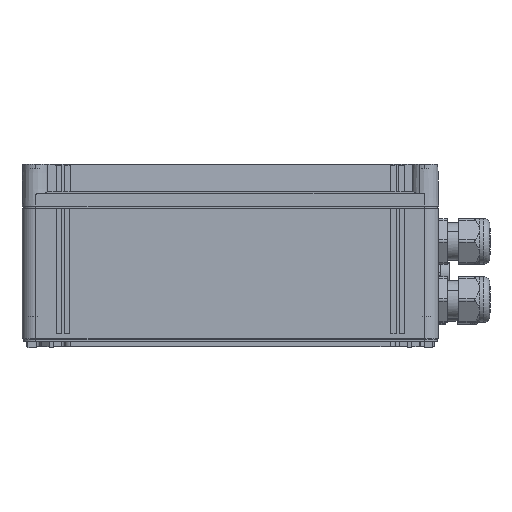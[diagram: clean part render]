
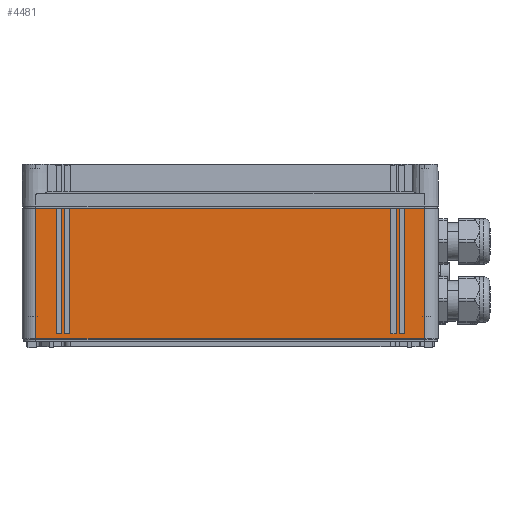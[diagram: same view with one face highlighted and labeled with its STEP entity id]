
A CAD part, left-side view. The second image highlights one B-rep face of the part: STEP entity #4481.
In plain terms, the highlighted planar face has unit normal (-1, 0, 0).
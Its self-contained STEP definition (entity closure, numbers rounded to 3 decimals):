
#4326=AXIS2_PLACEMENT_3D('Plane Axis2P3D',#4323,#4324,#4325) ;
#3464=CARTESIAN_POINT('Vertex',(0.,47.,100.067)) ;
#3467=CARTESIAN_POINT('Line Origine',(0.,47.,100.067)) ;
#3471=CARTESIAN_POINT('Vertex',(0.,47.,6.433)) ;
#4323=CARTESIAN_POINT('Axis2P3D Location',(0.,47.,100.067)) ;
#4328=CARTESIAN_POINT('Line Origine',(0.,63.5,10.)) ;
#4332=CARTESIAN_POINT('Vertex',(0.,61.5,10.)) ;
#4334=CARTESIAN_POINT('Vertex',(0.,65.5,10.)) ;
#4337=CARTESIAN_POINT('Line Origine',(0.,65.5,55.033)) ;
#4341=CARTESIAN_POINT('Vertex',(0.,65.5,100.067)) ;
#4344=CARTESIAN_POINT('Line Origine',(0.,66.5,100.067)) ;
#4348=CARTESIAN_POINT('Vertex',(0.,67.5,100.067)) ;
#4351=CARTESIAN_POINT('Line Origine',(0.,67.5,55.033)) ;
#4355=CARTESIAN_POINT('Vertex',(0.,67.5,10.)) ;
#4358=CARTESIAN_POINT('Line Origine',(0.,69.5,10.)) ;
#4362=CARTESIAN_POINT('Vertex',(0.,71.5,10.)) ;
#4365=CARTESIAN_POINT('Line Origine',(0.,71.5,55.033)) ;
#4369=CARTESIAN_POINT('Vertex',(0.,71.5,100.067)) ;
#4372=CARTESIAN_POINT('Line Origine',(0.,187.,100.067)) ;
#4376=CARTESIAN_POINT('Vertex',(0.,302.5,100.067)) ;
#4379=CARTESIAN_POINT('Line Origine',(0.,302.5,55.033)) ;
#4383=CARTESIAN_POINT('Vertex',(0.,302.5,10.)) ;
#4386=CARTESIAN_POINT('Line Origine',(0.,304.5,10.)) ;
#4390=CARTESIAN_POINT('Vertex',(0.,306.5,10.)) ;
#4393=CARTESIAN_POINT('Line Origine',(0.,306.5,55.033)) ;
#4397=CARTESIAN_POINT('Vertex',(0.,306.5,100.067)) ;
#4400=CARTESIAN_POINT('Line Origine',(0.,307.5,100.067)) ;
#4404=CARTESIAN_POINT('Vertex',(0.,308.5,100.067)) ;
#4407=CARTESIAN_POINT('Line Origine',(0.,308.5,55.033)) ;
#4411=CARTESIAN_POINT('Vertex',(0.,308.5,10.)) ;
#4414=CARTESIAN_POINT('Line Origine',(0.,310.5,10.)) ;
#4418=CARTESIAN_POINT('Vertex',(0.,312.5,10.)) ;
#4421=CARTESIAN_POINT('Line Origine',(0.,312.5,55.033)) ;
#4425=CARTESIAN_POINT('Vertex',(0.,312.5,100.067)) ;
#4428=CARTESIAN_POINT('Line Origine',(0.,319.75,100.067)) ;
#4432=CARTESIAN_POINT('Vertex',(0.,327.,100.067)) ;
#4435=CARTESIAN_POINT('Line Origine',(0.,327.,53.25)) ;
#4439=CARTESIAN_POINT('Vertex',(0.,327.,6.433)) ;
#4442=CARTESIAN_POINT('Line Origine',(0.,187.,6.433)) ;
#4447=CARTESIAN_POINT('Line Origine',(0.,54.25,100.067)) ;
#4451=CARTESIAN_POINT('Vertex',(0.,61.5,100.067)) ;
#4454=CARTESIAN_POINT('Line Origine',(0.,61.5,55.033)) ;
#3468=DIRECTION('Vector Direction',(0.,0.,-1.)) ;
#4324=DIRECTION('Axis2P3D Direction',(-1.,0.,0.)) ;
#4325=DIRECTION('Axis2P3D XDirection',(0.,1.,0.)) ;
#4329=DIRECTION('Vector Direction',(0.,1.,0.)) ;
#4338=DIRECTION('Vector Direction',(0.,0.,1.)) ;
#4345=DIRECTION('Vector Direction',(0.,1.,0.)) ;
#4352=DIRECTION('Vector Direction',(0.,0.,-1.)) ;
#4359=DIRECTION('Vector Direction',(0.,1.,0.)) ;
#4366=DIRECTION('Vector Direction',(0.,0.,1.)) ;
#4373=DIRECTION('Vector Direction',(0.,1.,0.)) ;
#4380=DIRECTION('Vector Direction',(0.,0.,-1.)) ;
#4387=DIRECTION('Vector Direction',(0.,1.,0.)) ;
#4394=DIRECTION('Vector Direction',(0.,0.,1.)) ;
#4401=DIRECTION('Vector Direction',(0.,1.,0.)) ;
#4408=DIRECTION('Vector Direction',(0.,0.,-1.)) ;
#4415=DIRECTION('Vector Direction',(0.,1.,0.)) ;
#4422=DIRECTION('Vector Direction',(0.,0.,1.)) ;
#4429=DIRECTION('Vector Direction',(0.,1.,0.)) ;
#4436=DIRECTION('Vector Direction',(0.,0.,-1.)) ;
#4443=DIRECTION('Vector Direction',(0.,1.,0.)) ;
#4448=DIRECTION('Vector Direction',(0.,1.,0.)) ;
#4455=DIRECTION('Vector Direction',(0.,0.,-1.)) ;
#3469=VECTOR('Line Direction',#3468,1.) ;
#4330=VECTOR('Line Direction',#4329,1.) ;
#4339=VECTOR('Line Direction',#4338,1.) ;
#4346=VECTOR('Line Direction',#4345,1.) ;
#4353=VECTOR('Line Direction',#4352,1.) ;
#4360=VECTOR('Line Direction',#4359,1.) ;
#4367=VECTOR('Line Direction',#4366,1.) ;
#4374=VECTOR('Line Direction',#4373,1.) ;
#4381=VECTOR('Line Direction',#4380,1.) ;
#4388=VECTOR('Line Direction',#4387,1.) ;
#4395=VECTOR('Line Direction',#4394,1.) ;
#4402=VECTOR('Line Direction',#4401,1.) ;
#4409=VECTOR('Line Direction',#4408,1.) ;
#4416=VECTOR('Line Direction',#4415,1.) ;
#4423=VECTOR('Line Direction',#4422,1.) ;
#4430=VECTOR('Line Direction',#4429,1.) ;
#4437=VECTOR('Line Direction',#4436,1.) ;
#4444=VECTOR('Line Direction',#4443,1.) ;
#4449=VECTOR('Line Direction',#4448,1.) ;
#4456=VECTOR('Line Direction',#4455,1.) ;
#4460=ORIENTED_EDGE('',*,*,#4336,.T.) ;
#4461=ORIENTED_EDGE('',*,*,#4343,.T.) ;
#4462=ORIENTED_EDGE('',*,*,#4350,.T.) ;
#4463=ORIENTED_EDGE('',*,*,#4357,.T.) ;
#4464=ORIENTED_EDGE('',*,*,#4364,.T.) ;
#4465=ORIENTED_EDGE('',*,*,#4371,.T.) ;
#4466=ORIENTED_EDGE('',*,*,#4378,.T.) ;
#4467=ORIENTED_EDGE('',*,*,#4385,.T.) ;
#4468=ORIENTED_EDGE('',*,*,#4392,.T.) ;
#4469=ORIENTED_EDGE('',*,*,#4399,.T.) ;
#4470=ORIENTED_EDGE('',*,*,#4406,.T.) ;
#4471=ORIENTED_EDGE('',*,*,#4413,.T.) ;
#4472=ORIENTED_EDGE('',*,*,#4420,.T.) ;
#4473=ORIENTED_EDGE('',*,*,#4427,.T.) ;
#4474=ORIENTED_EDGE('',*,*,#4434,.T.) ;
#4475=ORIENTED_EDGE('',*,*,#4441,.T.) ;
#4476=ORIENTED_EDGE('',*,*,#4446,.F.) ;
#4477=ORIENTED_EDGE('',*,*,#3473,.F.) ;
#4478=ORIENTED_EDGE('',*,*,#4453,.T.) ;
#4479=ORIENTED_EDGE('',*,*,#4458,.T.) ;
#4481=ADVANCED_FACE('GH_FPC_30-60-13',(#4480),#4327,.T.) ;
#3473=EDGE_CURVE('',#3465,#3472,#3470,.T.) ;
#4336=EDGE_CURVE('',#4333,#4335,#4331,.T.) ;
#4343=EDGE_CURVE('',#4335,#4342,#4340,.T.) ;
#4350=EDGE_CURVE('',#4342,#4349,#4347,.T.) ;
#4357=EDGE_CURVE('',#4349,#4356,#4354,.T.) ;
#4364=EDGE_CURVE('',#4356,#4363,#4361,.T.) ;
#4371=EDGE_CURVE('',#4363,#4370,#4368,.T.) ;
#4378=EDGE_CURVE('',#4370,#4377,#4375,.T.) ;
#4385=EDGE_CURVE('',#4377,#4384,#4382,.T.) ;
#4392=EDGE_CURVE('',#4384,#4391,#4389,.T.) ;
#4399=EDGE_CURVE('',#4391,#4398,#4396,.T.) ;
#4406=EDGE_CURVE('',#4398,#4405,#4403,.T.) ;
#4413=EDGE_CURVE('',#4405,#4412,#4410,.T.) ;
#4420=EDGE_CURVE('',#4412,#4419,#4417,.T.) ;
#4427=EDGE_CURVE('',#4419,#4426,#4424,.T.) ;
#4434=EDGE_CURVE('',#4426,#4433,#4431,.T.) ;
#4441=EDGE_CURVE('',#4433,#4440,#4438,.T.) ;
#4446=EDGE_CURVE('',#3472,#4440,#4445,.T.) ;
#4453=EDGE_CURVE('',#3465,#4452,#4450,.T.) ;
#4458=EDGE_CURVE('',#4452,#4333,#4457,.T.) ;
#4459=EDGE_LOOP('',(#4460,#4461,#4462,#4463,#4464,#4465,#4466,#4467,#4468,#4469,#4470,#4471,#4472,#4473,#4474,#4475,#4476,#4477,#4478,#4479)) ;
#4480=FACE_OUTER_BOUND('',#4459,.T.) ;
#3470=LINE('Line',#3467,#3469) ;
#4331=LINE('Line',#4328,#4330) ;
#4340=LINE('Line',#4337,#4339) ;
#4347=LINE('Line',#4344,#4346) ;
#4354=LINE('Line',#4351,#4353) ;
#4361=LINE('Line',#4358,#4360) ;
#4368=LINE('Line',#4365,#4367) ;
#4375=LINE('Line',#4372,#4374) ;
#4382=LINE('Line',#4379,#4381) ;
#4389=LINE('Line',#4386,#4388) ;
#4396=LINE('Line',#4393,#4395) ;
#4403=LINE('Line',#4400,#4402) ;
#4410=LINE('Line',#4407,#4409) ;
#4417=LINE('Line',#4414,#4416) ;
#4424=LINE('Line',#4421,#4423) ;
#4431=LINE('Line',#4428,#4430) ;
#4438=LINE('Line',#4435,#4437) ;
#4445=LINE('Line',#4442,#4444) ;
#4450=LINE('Line',#4447,#4449) ;
#4457=LINE('Line',#4454,#4456) ;
#4327=PLANE('',#4326) ;
#3465=VERTEX_POINT('',#3464) ;
#3472=VERTEX_POINT('',#3471) ;
#4333=VERTEX_POINT('',#4332) ;
#4335=VERTEX_POINT('',#4334) ;
#4342=VERTEX_POINT('',#4341) ;
#4349=VERTEX_POINT('',#4348) ;
#4356=VERTEX_POINT('',#4355) ;
#4363=VERTEX_POINT('',#4362) ;
#4370=VERTEX_POINT('',#4369) ;
#4377=VERTEX_POINT('',#4376) ;
#4384=VERTEX_POINT('',#4383) ;
#4391=VERTEX_POINT('',#4390) ;
#4398=VERTEX_POINT('',#4397) ;
#4405=VERTEX_POINT('',#4404) ;
#4412=VERTEX_POINT('',#4411) ;
#4419=VERTEX_POINT('',#4418) ;
#4426=VERTEX_POINT('',#4425) ;
#4433=VERTEX_POINT('',#4432) ;
#4440=VERTEX_POINT('',#4439) ;
#4452=VERTEX_POINT('',#4451) ;
